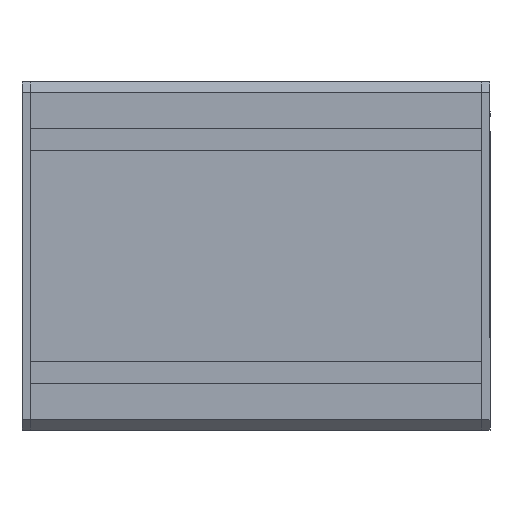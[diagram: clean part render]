
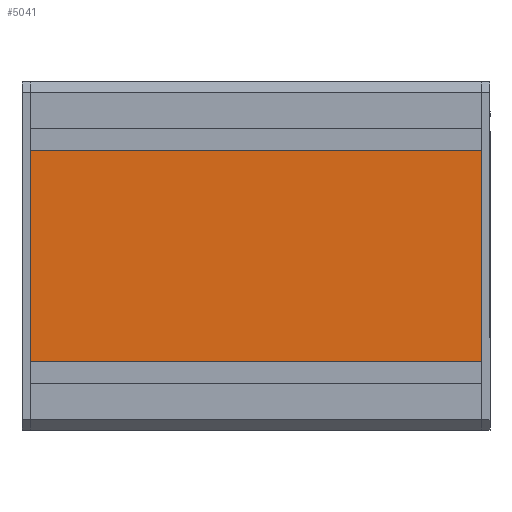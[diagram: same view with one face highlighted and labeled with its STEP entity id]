
A CAD part, front view. The second image highlights one B-rep face of the part: STEP entity #5041.
In plain terms, the highlighted planar face has unit normal (0, -1, 0).
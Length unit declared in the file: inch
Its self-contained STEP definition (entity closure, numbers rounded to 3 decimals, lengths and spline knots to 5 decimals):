
#1163 = DIRECTION ( 'NONE',  ( -1., 0., 0. ) ) ;
#1445 = CARTESIAN_POINT ( 'NONE',  ( -0.5271, -0.00758, 3.93701 ) ) ;
#2086 = DIRECTION ( 'NONE',  ( 0., 0., -1. ) ) ;
#2556 = VERTEX_POINT ( 'NONE', #12771 ) ;
#2627 = ORIENTED_EDGE ( 'NONE', *, *, #17877, .T. ) ;
#2808 = CARTESIAN_POINT ( 'NONE',  ( -0.5271, -0.00758, 7.25985 ) ) ;
#2902 = CARTESIAN_POINT ( 'NONE',  ( -2.1334, -0.00758, 0.49451 ) ) ;
#3099 = CARTESIAN_POINT ( 'NONE',  ( -2.1334, -0.00758, 3.93701 ) ) ;
#3115 = DIRECTION ( 'NONE',  ( 0., 1., 0. ) ) ;
#4085 = LINE ( 'NONE', #1445, #21464 ) ;
#4433 = CARTESIAN_POINT ( 'NONE',  ( -0.5271, -0.00758, 0.49451 ) ) ;
#5041 = ADVANCED_FACE ( 'NONE', ( #11172 ), #8898, .F. ) ;
#7073 = DIRECTION ( 'NONE',  ( 1., 0., 0. ) ) ;
#7347 = LINE ( 'NONE', #10816, #17345 ) ;
#8269 = VERTEX_POINT ( 'NONE', #3099 ) ;
#8513 = VECTOR ( 'NONE', #2086, 39.37008 ) ;
#8524 = EDGE_CURVE ( 'NONE', #2556, #18134, #14785, .T. ) ;
#8898 = PLANE ( 'NONE',  #16788 ) ;
#9109 = EDGE_CURVE ( 'NONE', #11653, #18134, #22203, .T. ) ;
#9927 = ORIENTED_EDGE ( 'NONE', *, *, #8524, .F. ) ;
#10816 = CARTESIAN_POINT ( 'NONE',  ( -2.1334, -0.00758, 7.25985 ) ) ;
#10888 = DIRECTION ( 'NONE',  ( 0., 0., -1. ) ) ;
#11172 = FACE_OUTER_BOUND ( 'NONE', #17504, .T. ) ;
#11653 = VERTEX_POINT ( 'NONE', #2902 ) ;
#12771 = CARTESIAN_POINT ( 'NONE',  ( -0.5271, -0.00758, 3.93701 ) ) ;
#12911 = EDGE_CURVE ( 'NONE', #2556, #8269, #4085, .T. ) ;
#14061 = ORIENTED_EDGE ( 'NONE', *, *, #12911, .T. ) ;
#14088 = DIRECTION ( 'NONE',  ( -1., 0., 0. ) ) ;
#14785 = LINE ( 'NONE', #18427, #8513 ) ;
#14895 = ORIENTED_EDGE ( 'NONE', *, *, #9109, .T. ) ;
#16788 = AXIS2_PLACEMENT_3D ( 'NONE', #2808, #3115, #1163 ) ;
#17345 = VECTOR ( 'NONE', #10888, 39.37008 ) ;
#17504 = EDGE_LOOP ( 'NONE', ( #9927, #14061, #2627, #14895 ) ) ;
#17877 = EDGE_CURVE ( 'NONE', #8269, #11653, #7347, .T. ) ;
#18134 = VERTEX_POINT ( 'NONE', #4433 ) ;
#18427 = CARTESIAN_POINT ( 'NONE',  ( -0.5271, -0.00758, 7.25985 ) ) ;
#19615 = VECTOR ( 'NONE', #7073, 39.37008 ) ;
#19924 = CARTESIAN_POINT ( 'NONE',  ( -0.5271, -0.00758, 0.49451 ) ) ;
#21464 = VECTOR ( 'NONE', #14088, 39.37008 ) ;
#22203 = LINE ( 'NONE', #19924, #19615 ) ;
